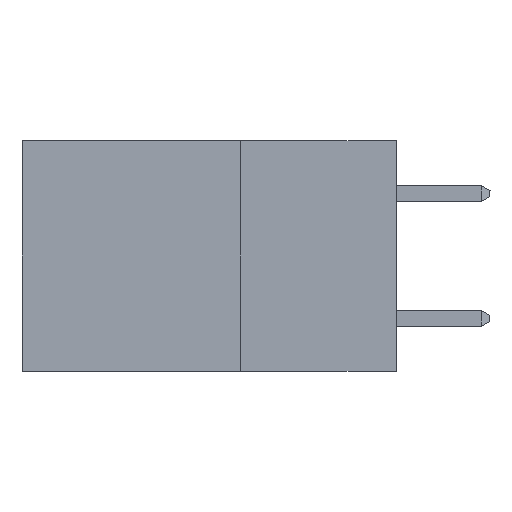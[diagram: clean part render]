
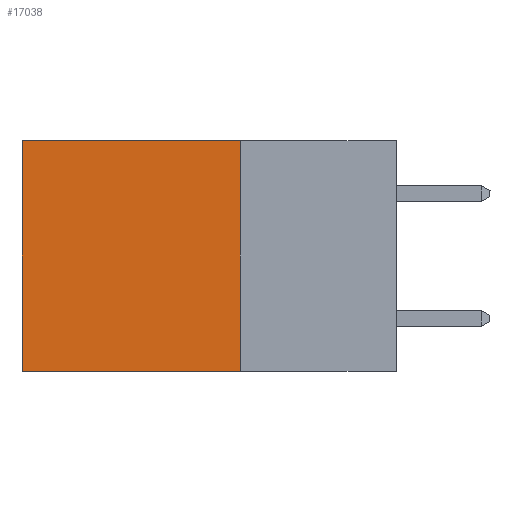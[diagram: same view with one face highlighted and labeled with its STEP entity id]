
A CAD part, left-side view. The second image highlights one B-rep face of the part: STEP entity #17038.
In plain terms, the highlighted planar face has unit normal (-1, 0, 0).
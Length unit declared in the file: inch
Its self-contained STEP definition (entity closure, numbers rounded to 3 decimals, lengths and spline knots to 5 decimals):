
#63 = VECTOR ( 'NONE', #7236, 39.37008 ) ;
#605 = LINE ( 'NONE', #8514, #63 ) ;
#1099 = EDGE_LOOP ( 'NONE', ( #2820, #21916, #22046, #10462 ) ) ;
#1792 = EDGE_CURVE ( 'NONE', #14430, #11444, #605, .T. ) ;
#2356 = CARTESIAN_POINT ( 'NONE',  ( 0.298, 0.25, 0. ) ) ;
#2462 = CARTESIAN_POINT ( 'NONE',  ( 0.298, 0.6, -0.37 ) ) ;
#2714 = EDGE_CURVE ( 'NONE', #8456, #16987, #17795, .T. ) ;
#2820 = ORIENTED_EDGE ( 'NONE', *, *, #13415, .T. ) ;
#3487 = CARTESIAN_POINT ( 'NONE',  ( 0.298, 0.25, 0. ) ) ;
#4066 = DIRECTION ( 'NONE',  ( 0., 0., -1. ) ) ;
#4795 = CARTESIAN_POINT ( 'NONE',  ( 0.298, 0.25, 0. ) ) ;
#4871 = LINE ( 'NONE', #4795, #8907 ) ;
#5848 = DIRECTION ( 'NONE',  ( 1., 0., 0. ) ) ;
#7236 = DIRECTION ( 'NONE',  ( 0., 1., 0. ) ) ;
#8456 = VERTEX_POINT ( 'NONE', #3487 ) ;
#8514 = CARTESIAN_POINT ( 'NONE',  ( 0.298, 0.25, -0.37 ) ) ;
#8907 = VECTOR ( 'NONE', #18515, 39.37008 ) ;
#10462 = ORIENTED_EDGE ( 'NONE', *, *, #2714, .T. ) ;
#10505 = AXIS2_PLACEMENT_3D ( 'NONE', #2356, #5848, #17818 ) ;
#11444 = VERTEX_POINT ( 'NONE', #2462 ) ;
#13415 = EDGE_CURVE ( 'NONE', #16987, #11444, #16078, .T. ) ;
#13596 = FACE_OUTER_BOUND ( 'NONE', #1099, .T. ) ;
#14370 = VECTOR ( 'NONE', #17873, 39.37008 ) ;
#14430 = VERTEX_POINT ( 'NONE', #20302 ) ;
#15973 = CARTESIAN_POINT ( 'NONE',  ( 0.298, 0.6, 0. ) ) ;
#16078 = LINE ( 'NONE', #20952, #19987 ) ;
#16117 = PLANE ( 'NONE',  #10505 ) ;
#16987 = VERTEX_POINT ( 'NONE', #15973 ) ;
#17038 = ADVANCED_FACE ( 'NONE', ( #13596 ), #16117, .F. ) ;
#17455 = CARTESIAN_POINT ( 'NONE',  ( 0.298, 0.25, 0. ) ) ;
#17795 = LINE ( 'NONE', #17455, #14370 ) ;
#17818 = DIRECTION ( 'NONE',  ( 0., 0., -1. ) ) ;
#17873 = DIRECTION ( 'NONE',  ( 0., 1., 0. ) ) ;
#18515 = DIRECTION ( 'NONE',  ( 0., 0., -1. ) ) ;
#19307 = EDGE_CURVE ( 'NONE', #8456, #14430, #4871, .T. ) ;
#19987 = VECTOR ( 'NONE', #4066, 39.37008 ) ;
#20302 = CARTESIAN_POINT ( 'NONE',  ( 0.298, 0.25, -0.37 ) ) ;
#20952 = CARTESIAN_POINT ( 'NONE',  ( 0.298, 0.6, 0. ) ) ;
#21916 = ORIENTED_EDGE ( 'NONE', *, *, #1792, .F. ) ;
#22046 = ORIENTED_EDGE ( 'NONE', *, *, #19307, .F. ) ;
